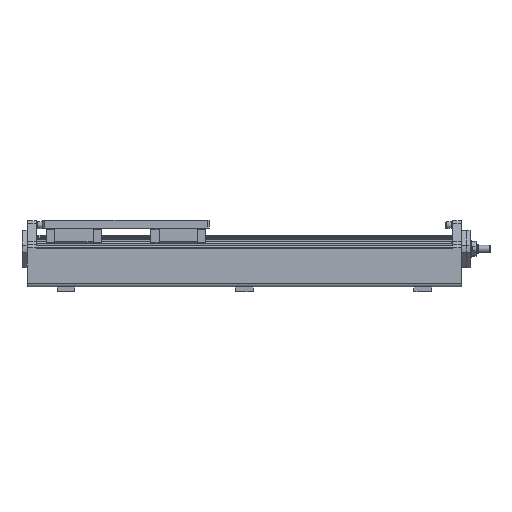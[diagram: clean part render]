
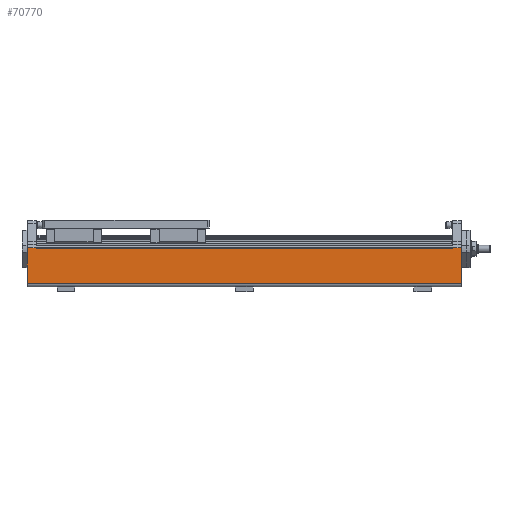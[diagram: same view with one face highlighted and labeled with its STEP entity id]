
A CAD part, left-side view. The second image highlights one B-rep face of the part: STEP entity #70770.
In plain terms, the highlighted planar face has unit normal (-1, 0, 0).
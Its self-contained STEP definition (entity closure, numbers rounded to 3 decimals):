
#1471=CARTESIAN_POINT('',(11.75,1015.0,14.));
#1472=VERTEX_POINT('',#1471);
#1480=CARTESIAN_POINT('',(11.75,1015.0,74.));
#1481=VERTEX_POINT('',#1480);
#1482=CARTESIAN_POINT('',(11.75,1015.0,74.));
#1483=DIRECTION('',(0.0,0.0,-1.0));
#1484=VECTOR('',#1483,60.);
#1485=LINE('',#1482,#1484);
#1486=EDGE_CURVE('',#1481,#1472,#1485,.T.);
#6050=CARTESIAN_POINT('',(11.75,285.0,74.));
#6051=VERTEX_POINT('',#6050);
#6060=CARTESIAN_POINT('',(11.75,285.0,14.));
#6061=VERTEX_POINT('',#6060);
#6062=CARTESIAN_POINT('',(11.75,285.0,14.));
#6063=DIRECTION('',(0.0,0.0,1.0));
#6064=VECTOR('',#6063,60.);
#6065=LINE('',#6062,#6064);
#6066=EDGE_CURVE('',#6061,#6051,#6065,.T.);
#69382=CARTESIAN_POINT('',(11.75,300.0,74.));
#69383=VERTEX_POINT('',#69382);
#69390=CARTESIAN_POINT('',(11.75,300.0,74.));
#69391=DIRECTION('',(0.0,-1.0,0.0));
#69392=VECTOR('',#69391,15.0);
#69393=LINE('',#69390,#69392);
#69394=EDGE_CURVE('',#69383,#6051,#69393,.T.);
#69443=CARTESIAN_POINT('',(11.75,1000.0,74.));
#69444=VERTEX_POINT('',#69443);
#69445=CARTESIAN_POINT('',(11.75,1015.0,74.));
#69446=DIRECTION('',(0.0,-1.0,0.0));
#69447=VECTOR('',#69446,15.0);
#69448=LINE('',#69445,#69447);
#69449=EDGE_CURVE('',#1481,#69444,#69448,.T.);
#69499=CARTESIAN_POINT('',(11.75,1000.0,73.2));
#69500=VERTEX_POINT('',#69499);
#69508=CARTESIAN_POINT('',(11.75,300.0,73.2));
#69509=VERTEX_POINT('',#69508);
#69510=CARTESIAN_POINT('',(11.75,1000.0,73.2));
#69511=DIRECTION('',(0.0,-1.0,0.0));
#69512=VECTOR('',#69511,700.0);
#69513=LINE('',#69510,#69512);
#69514=EDGE_CURVE('',#69500,#69509,#69513,.T.);
#70740=CARTESIAN_POINT('',(11.75,1002.5,8.));
#70741=DIRECTION('',(-1.0,0.0,0.0));
#70742=DIRECTION('',(0.0,-1.0,0.0));
#70743=AXIS2_PLACEMENT_3D('',#70740,#70741,#70742);
#70744=PLANE('',#70743);
#70745=CARTESIAN_POINT('',(11.75,285.0,14.));
#70746=DIRECTION('',(0.0,1.0,0.0));
#70747=VECTOR('',#70746,730.0);
#70748=LINE('',#70745,#70747);
#70749=EDGE_CURVE('',#6061,#1472,#70748,.T.);
#70750=ORIENTED_EDGE('',*,*,#70749,.F.);
#70751=ORIENTED_EDGE('',*,*,#6066,.T.);
#70752=ORIENTED_EDGE('',*,*,#69394,.F.);
#70753=CARTESIAN_POINT('',(11.75,300.0,74.));
#70754=DIRECTION('',(0.0,0.0,-1.0));
#70755=VECTOR('',#70754,0.8);
#70756=LINE('',#70753,#70755);
#70757=EDGE_CURVE('',#69383,#69509,#70756,.T.);
#70758=ORIENTED_EDGE('',*,*,#70757,.T.);
#70759=ORIENTED_EDGE('',*,*,#69514,.F.);
#70760=CARTESIAN_POINT('',(11.75,1000.0,73.2));
#70761=DIRECTION('',(0.,0.0,1.0));
#70762=VECTOR('',#70761,0.8);
#70763=LINE('',#70760,#70762);
#70764=EDGE_CURVE('',#69500,#69444,#70763,.T.);
#70765=ORIENTED_EDGE('',*,*,#70764,.T.);
#70766=ORIENTED_EDGE('',*,*,#69449,.F.);
#70767=ORIENTED_EDGE('',*,*,#1486,.T.);
#70768=EDGE_LOOP('',(#70750,#70751,#70752,#70758,#70759,#70765,#70766,#70767));
#70769=FACE_OUTER_BOUND('',#70768,.T.);
#70770=ADVANCED_FACE('',(#70769),#70744,.T.);
